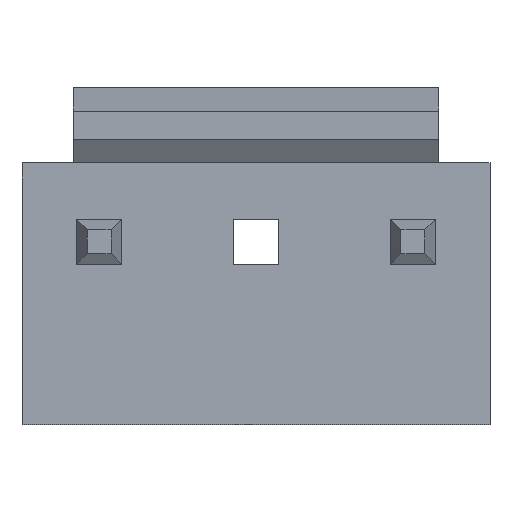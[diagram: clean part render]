
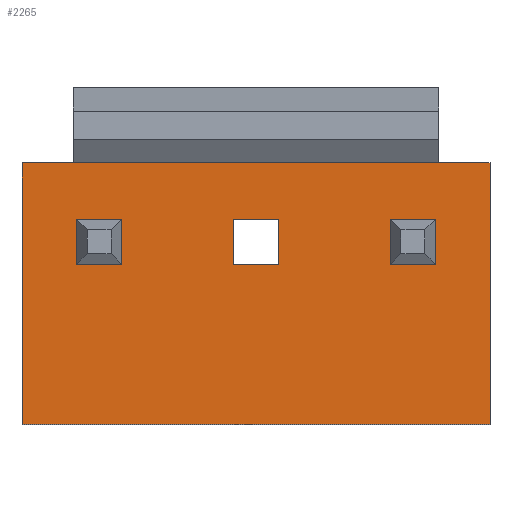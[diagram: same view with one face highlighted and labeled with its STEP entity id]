
A CAD part, top view. The second image highlights one B-rep face of the part: STEP entity #2265.
In plain terms, the highlighted planar face has unit normal (0, 0, 1).
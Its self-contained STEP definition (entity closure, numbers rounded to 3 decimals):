
#19 = ORIENTED_EDGE ( 'NONE', *, *, #741, .T. ) ;
#59 = CARTESIAN_POINT ( 'NONE',  ( 0., -0.22, 3.2 ) ) ;
#78 = DIRECTION ( 'NONE',  ( 1., 0., 0. ) ) ;
#90 = LINE ( 'NONE', #249, #748 ) ;
#139 = VECTOR ( 'NONE', #544, 1000. ) ;
#154 = CARTESIAN_POINT ( 'NONE',  ( 0., 0., 3.2 ) ) ;
#205 = VERTEX_POINT ( 'NONE', #882 ) ;
#213 = VERTEX_POINT ( 'NONE', #539 ) ;
#217 = EDGE_CURVE ( 'NONE', #1853, #541, #922, .T. ) ;
#218 = VECTOR ( 'NONE', #728, 1000. ) ;
#224 = EDGE_LOOP ( 'NONE', ( #1444, #1826, #816, #611 ) ) ;
#249 = CARTESIAN_POINT ( 'NONE',  ( -3.39, 0., 3.2 ) ) ;
#251 = VECTOR ( 'NONE', #423, 1000. ) ;
#254 = DIRECTION ( 'NONE',  ( 1., 0., 0. ) ) ;
#263 = EDGE_CURVE ( 'NONE', #213, #205, #1141, .T. ) ;
#304 = ORIENTED_EDGE ( 'NONE', *, *, #925, .T. ) ;
#310 = DIRECTION ( 'NONE',  ( 0., 1., 0. ) ) ;
#312 = ORIENTED_EDGE ( 'NONE', *, *, #1747, .T. ) ;
#318 = VECTOR ( 'NONE', #1477, 1000. ) ;
#329 = EDGE_LOOP ( 'NONE', ( #19, #1105, #2071, #1502, #304, #1669 ) ) ;
#330 = CARTESIAN_POINT ( 'NONE',  ( -5.91, 2.35, 3.2 ) ) ;
#353 = FACE_OUTER_BOUND ( 'NONE', #329, .T. ) ;
#380 = CARTESIAN_POINT ( 'NONE',  ( -0.57, 0., 3.2 ) ) ;
#388 = LINE ( 'NONE', #760, #139 ) ;
#403 = LINE ( 'NONE', #380, #218 ) ;
#423 = DIRECTION ( 'NONE',  ( 0., -1., 0. ) ) ;
#466 = CARTESIAN_POINT ( 'NONE',  ( -5.91, -4.25, 3.2 ) ) ;
#474 = CARTESIAN_POINT ( 'NONE',  ( 5.91, -4.25, 3.2 ) ) ;
#518 = CARTESIAN_POINT ( 'NONE',  ( -4.53, 0., 3.2 ) ) ;
#538 = CARTESIAN_POINT ( 'NONE',  ( -0.57, 0.92, 3.2 ) ) ;
#539 = CARTESIAN_POINT ( 'NONE',  ( 4.53, 0.92, 3.2 ) ) ;
#541 = VERTEX_POINT ( 'NONE', #1622 ) ;
#544 = DIRECTION ( 'NONE',  ( 1., 0., 0. ) ) ;
#555 = CARTESIAN_POINT ( 'NONE',  ( 3.39, -0.22, 3.2 ) ) ;
#560 = CARTESIAN_POINT ( 'NONE',  ( 3.39, 0.92, 3.2 ) ) ;
#598 = EDGE_LOOP ( 'NONE', ( #2249, #1565, #1250, #2087 ) ) ;
#611 = ORIENTED_EDGE ( 'NONE', *, *, #263, .T. ) ;
#640 = EDGE_CURVE ( 'NONE', #1919, #1397, #654, .T. ) ;
#654 = LINE ( 'NONE', #853, #1961 ) ;
#715 = EDGE_CURVE ( 'NONE', #1689, #1080, #2093, .T. ) ;
#725 = CARTESIAN_POINT ( 'NONE',  ( 5.91, 2.35, 3.2 ) ) ;
#728 = DIRECTION ( 'NONE',  ( 0., -1., 0. ) ) ;
#741 = EDGE_CURVE ( 'NONE', #2236, #1080, #1243, .T. ) ;
#748 = VECTOR ( 'NONE', #1767, 1000. ) ;
#760 = CARTESIAN_POINT ( 'NONE',  ( -4.53, 0.92, 3.2 ) ) ;
#791 = VECTOR ( 'NONE', #2385, 1000. ) ;
#805 = CARTESIAN_POINT ( 'NONE',  ( -4.53, 0.92, 3.2 ) ) ;
#808 = ORIENTED_EDGE ( 'NONE', *, *, #640, .T. ) ;
#816 = ORIENTED_EDGE ( 'NONE', *, *, #1730, .T. ) ;
#853 = CARTESIAN_POINT ( 'NONE',  ( -4.53, -0.22, 3.2 ) ) ;
#877 = EDGE_CURVE ( 'NONE', #2420, #1689, #1421, .T. ) ;
#882 = CARTESIAN_POINT ( 'NONE',  ( 4.53, -0.22, 3.2 ) ) ;
#883 = CARTESIAN_POINT ( 'NONE',  ( -0.57, -0.22, 3.2 ) ) ;
#904 = VECTOR ( 'NONE', #2195, 1000. ) ;
#922 = LINE ( 'NONE', #1653, #1756 ) ;
#925 = EDGE_CURVE ( 'NONE', #2257, #2400, #1996, .T. ) ;
#932 = DIRECTION ( 'NONE',  ( 0., 1., 0. ) ) ;
#973 = VERTEX_POINT ( 'NONE', #805 ) ;
#974 = LINE ( 'NONE', #1503, #2039 ) ;
#1029 = CARTESIAN_POINT ( 'NONE',  ( -3.39, 0.92, 3.2 ) ) ;
#1049 = CARTESIAN_POINT ( 'NONE',  ( 0., 2.35, 3.2 ) ) ;
#1052 = DIRECTION ( 'NONE',  ( -1., 0., 0. ) ) ;
#1077 = EDGE_CURVE ( 'NONE', #2129, #1315, #1636, .T. ) ;
#1080 = VERTEX_POINT ( 'NONE', #725 ) ;
#1086 = VECTOR ( 'NONE', #1346, 1000. ) ;
#1097 = CARTESIAN_POINT ( 'NONE',  ( 3.39, 0.92, 3.2 ) ) ;
#1105 = ORIENTED_EDGE ( 'NONE', *, *, #715, .F. ) ;
#1141 = LINE ( 'NONE', #1970, #251 ) ;
#1169 = LINE ( 'NONE', #538, #1913 ) ;
#1183 = CARTESIAN_POINT ( 'NONE',  ( -4.53, -0.22, 3.2 ) ) ;
#1220 = EDGE_CURVE ( 'NONE', #1919, #1861, #90, .T. ) ;
#1221 = CARTESIAN_POINT ( 'NONE',  ( 0., 2.35, 3.2 ) ) ;
#1231 = VECTOR ( 'NONE', #310, 1000. ) ;
#1239 = CARTESIAN_POINT ( 'NONE',  ( 4.61, 2.35, 3.2 ) ) ;
#1243 = LINE ( 'NONE', #474, #1231 ) ;
#1250 = ORIENTED_EDGE ( 'NONE', *, *, #2377, .T. ) ;
#1280 = VECTOR ( 'NONE', #2353, 1000. ) ;
#1286 = VECTOR ( 'NONE', #254, 1000. ) ;
#1291 = EDGE_CURVE ( 'NONE', #1853, #2098, #1452, .T. ) ;
#1315 = VERTEX_POINT ( 'NONE', #1097 ) ;
#1324 = VECTOR ( 'NONE', #2444, 1000. ) ;
#1339 = CARTESIAN_POINT ( 'NONE',  ( -5.91, -4.25, 3.2 ) ) ;
#1342 = ORIENTED_EDGE ( 'NONE', *, *, #1220, .F. ) ;
#1346 = DIRECTION ( 'NONE',  ( 1., 0., 0. ) ) ;
#1385 = EDGE_CURVE ( 'NONE', #2400, #2236, #1989, .T. ) ;
#1397 = VERTEX_POINT ( 'NONE', #1183 ) ;
#1415 = DIRECTION ( 'NONE',  ( -1., 0., 0. ) ) ;
#1421 = LINE ( 'NONE', #1221, #1582 ) ;
#1444 = ORIENTED_EDGE ( 'NONE', *, *, #1940, .F. ) ;
#1452 = LINE ( 'NONE', #883, #1324 ) ;
#1460 = CARTESIAN_POINT ( 'NONE',  ( 5.91, -4.25, 3.2 ) ) ;
#1477 = DIRECTION ( 'NONE',  ( 0., -1., 0. ) ) ;
#1483 = CARTESIAN_POINT ( 'NONE',  ( -0.57, 0.92, 3.2 ) ) ;
#1502 = ORIENTED_EDGE ( 'NONE', *, *, #2127, .F. ) ;
#1503 = CARTESIAN_POINT ( 'NONE',  ( 0., 2.35, 3.2 ) ) ;
#1565 = ORIENTED_EDGE ( 'NONE', *, *, #1768, .F. ) ;
#1582 = VECTOR ( 'NONE', #78, 1000. ) ;
#1606 = CARTESIAN_POINT ( 'NONE',  ( 0.57, -0.22, 3.2 ) ) ;
#1607 = CARTESIAN_POINT ( 'NONE',  ( -5.91, -4.25, 3.2 ) ) ;
#1622 = CARTESIAN_POINT ( 'NONE',  ( 0.57, 0.92, 3.2 ) ) ;
#1636 = LINE ( 'NONE', #2256, #2163 ) ;
#1652 = LINE ( 'NONE', #518, #318 ) ;
#1653 = CARTESIAN_POINT ( 'NONE',  ( 0.57, 0., 3.2 ) ) ;
#1669 = ORIENTED_EDGE ( 'NONE', *, *, #1385, .T. ) ;
#1689 = VERTEX_POINT ( 'NONE', #1239 ) ;
#1698 = LINE ( 'NONE', #560, #1086 ) ;
#1730 = EDGE_CURVE ( 'NONE', #1315, #213, #1698, .T. ) ;
#1747 = EDGE_CURVE ( 'NONE', #973, #1861, #388, .T. ) ;
#1755 = LINE ( 'NONE', #59, #1286 ) ;
#1756 = VECTOR ( 'NONE', #932, 1000. ) ;
#1767 = DIRECTION ( 'NONE',  ( 0., 1., 0. ) ) ;
#1768 = EDGE_CURVE ( 'NONE', #1776, #2098, #403, .T. ) ;
#1769 = ORIENTED_EDGE ( 'NONE', *, *, #2333, .F. ) ;
#1776 = VERTEX_POINT ( 'NONE', #1483 ) ;
#1805 = CARTESIAN_POINT ( 'NONE',  ( -3.39, -0.22, 3.2 ) ) ;
#1826 = ORIENTED_EDGE ( 'NONE', *, *, #1077, .T. ) ;
#1829 = DIRECTION ( 'NONE',  ( 0., 1., 0. ) ) ;
#1851 = FACE_BOUND ( 'NONE', #598, .T. ) ;
#1853 = VERTEX_POINT ( 'NONE', #1606 ) ;
#1861 = VERTEX_POINT ( 'NONE', #1029 ) ;
#1862 = PLANE ( 'NONE',  #2365 ) ;
#1913 = VECTOR ( 'NONE', #1929, 1000. ) ;
#1919 = VERTEX_POINT ( 'NONE', #1805 ) ;
#1929 = DIRECTION ( 'NONE',  ( 1., 0., 0. ) ) ;
#1933 = CARTESIAN_POINT ( 'NONE',  ( -0.57, -0.22, 3.2 ) ) ;
#1940 = EDGE_CURVE ( 'NONE', #2129, #205, #1755, .T. ) ;
#1961 = VECTOR ( 'NONE', #1415, 1000. ) ;
#1970 = CARTESIAN_POINT ( 'NONE',  ( 4.53, -0.22, 3.2 ) ) ;
#1989 = LINE ( 'NONE', #466, #1280 ) ;
#1996 = LINE ( 'NONE', #1607, #791 ) ;
#2022 = DIRECTION ( 'NONE',  ( 0., 0., -1. ) ) ;
#2039 = VECTOR ( 'NONE', #2286, 1000. ) ;
#2062 = FACE_BOUND ( 'NONE', #224, .T. ) ;
#2071 = ORIENTED_EDGE ( 'NONE', *, *, #877, .F. ) ;
#2072 = FACE_BOUND ( 'NONE', #2245, .T. ) ;
#2087 = ORIENTED_EDGE ( 'NONE', *, *, #217, .F. ) ;
#2093 = LINE ( 'NONE', #1049, #904 ) ;
#2098 = VERTEX_POINT ( 'NONE', #1933 ) ;
#2127 = EDGE_CURVE ( 'NONE', #2257, #2420, #974, .T. ) ;
#2129 = VERTEX_POINT ( 'NONE', #555 ) ;
#2163 = VECTOR ( 'NONE', #1829, 1000. ) ;
#2195 = DIRECTION ( 'NONE',  ( 1., 0., 0. ) ) ;
#2236 = VERTEX_POINT ( 'NONE', #1460 ) ;
#2245 = EDGE_LOOP ( 'NONE', ( #808, #1769, #312, #1342 ) ) ;
#2249 = ORIENTED_EDGE ( 'NONE', *, *, #1291, .T. ) ;
#2256 = CARTESIAN_POINT ( 'NONE',  ( 3.39, -0.22, 3.2 ) ) ;
#2257 = VERTEX_POINT ( 'NONE', #330 ) ;
#2265 = ADVANCED_FACE ( 'NONE', ( #2062, #1851, #2072, #353 ), #1862, .F. ) ;
#2286 = DIRECTION ( 'NONE',  ( 1., 0., 0. ) ) ;
#2311 = CARTESIAN_POINT ( 'NONE',  ( -4.61, 2.35, 3.2 ) ) ;
#2333 = EDGE_CURVE ( 'NONE', #973, #1397, #1652, .T. ) ;
#2353 = DIRECTION ( 'NONE',  ( 1., 0., 0. ) ) ;
#2365 = AXIS2_PLACEMENT_3D ( 'NONE', #154, #2022, #1052 ) ;
#2377 = EDGE_CURVE ( 'NONE', #1776, #541, #1169, .T. ) ;
#2385 = DIRECTION ( 'NONE',  ( 0., -1., 0. ) ) ;
#2400 = VERTEX_POINT ( 'NONE', #1339 ) ;
#2420 = VERTEX_POINT ( 'NONE', #2311 ) ;
#2444 = DIRECTION ( 'NONE',  ( -1., 0., 0. ) ) ;
